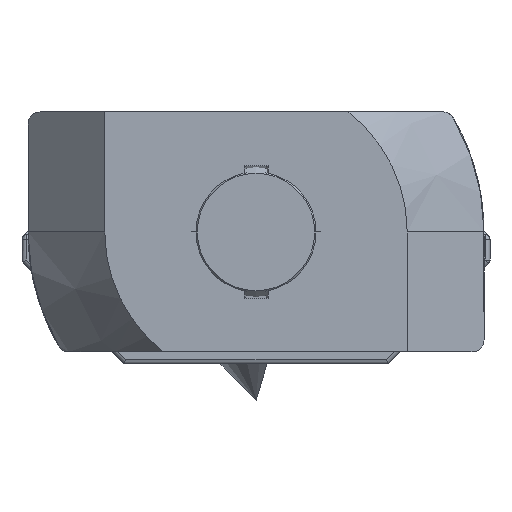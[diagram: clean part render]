
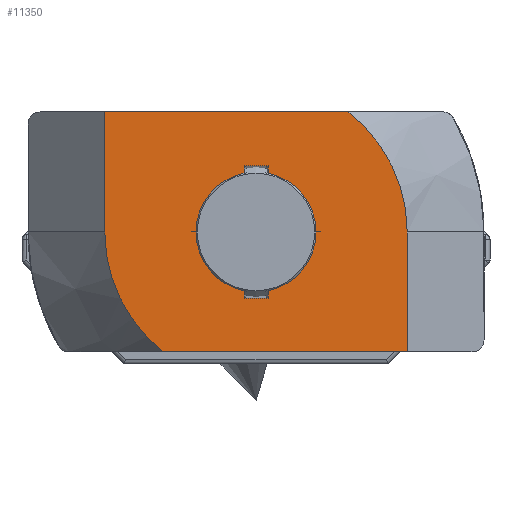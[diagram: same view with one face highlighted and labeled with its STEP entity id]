
A CAD part, front view. The second image highlights one B-rep face of the part: STEP entity #11350.
In plain terms, the highlighted planar face has unit normal (0, -1, 0).
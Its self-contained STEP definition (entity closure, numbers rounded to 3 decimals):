
#5 = ORIENTED_EDGE ( 'NONE', *, *, #2602, .F. ) ;
#85 = ORIENTED_EDGE ( 'NONE', *, *, #12356, .F. ) ;
#191 = DIRECTION ( 'NONE',  ( -1., 0., 0. ) ) ;
#493 = DIRECTION ( 'NONE',  ( -1., 0., 0. ) ) ;
#584 = ORIENTED_EDGE ( 'NONE', *, *, #13672, .F. ) ;
#699 = EDGE_CURVE ( 'NONE', #9590, #8572, #8900, .T. ) ;
#744 = AXIS2_PLACEMENT_3D ( 'NONE', #3908, #13038, #5231 ) ;
#761 = VERTEX_POINT ( 'NONE', #9546 ) ;
#765 = ORIENTED_EDGE ( 'NONE', *, *, #4914, .F. ) ;
#816 = EDGE_CURVE ( 'NONE', #12336, #14284, #14814, .T. ) ;
#864 = VECTOR ( 'NONE', #493, 1000. ) ;
#887 = DIRECTION ( 'NONE',  ( 1., 0., 0. ) ) ;
#1060 = CARTESIAN_POINT ( 'NONE',  ( -26.904, -26.682, 20.337 ) ) ;
#1346 = ORIENTED_EDGE ( 'NONE', *, *, #13988, .F. ) ;
#1369 = AXIS2_PLACEMENT_3D ( 'NONE', #15187, #7410, #16502 ) ;
#1485 = CARTESIAN_POINT ( 'NONE',  ( -23.104, -26.682, 20.337 ) ) ;
#1602 = EDGE_CURVE ( 'NONE', #11583, #11937, #12193, .T. ) ;
#1649 = CARTESIAN_POINT ( 'NONE',  ( -29.404, -26.682, 20.337 ) ) ;
#1733 = VECTOR ( 'NONE', #6583, 1000. ) ;
#1801 = CARTESIAN_POINT ( 'NONE',  ( -29.404, -26.682, 20.337 ) ) ;
#1841 = CARTESIAN_POINT ( 'NONE',  ( -25.571, -26.682, 25.337 ) ) ;
#1867 = CARTESIAN_POINT ( 'NONE',  ( -28.904, -26.682, 17.888 ) ) ;
#1897 = DIRECTION ( 'NONE',  ( 0., 0., 1. ) ) ;
#2149 = CARTESIAN_POINT ( 'NONE',  ( -23.104, -26.682, 15.337 ) ) ;
#2349 = VERTEX_POINT ( 'NONE', #3347 ) ;
#2429 = CIRCLE ( 'NONE', #744, 6.3 ) ;
#2471 = DIRECTION ( 'NONE',  ( 0., 0., -1. ) ) ;
#2602 = EDGE_CURVE ( 'NONE', #11937, #6321, #3686, .T. ) ;
#2759 = CIRCLE ( 'NONE', #12532, 2.5 ) ;
#2862 = CARTESIAN_POINT ( 'NONE',  ( -29.904, -26.682, 23.092 ) ) ;
#2980 = DIRECTION ( 'NONE',  ( -1., 0., 0. ) ) ;
#3120 = CARTESIAN_POINT ( 'NONE',  ( -29.404, -26.682, 15.337 ) ) ;
#3133 = DIRECTION ( 'NONE',  ( -1., 0., 0. ) ) ;
#3195 = VERTEX_POINT ( 'NONE', #13764 ) ;
#3307 = LINE ( 'NONE', #8764, #13150 ) ;
#3347 = CARTESIAN_POINT ( 'NONE',  ( -35.704, -26.682, 25.337 ) ) ;
#3383 = VERTEX_POINT ( 'NONE', #10217 ) ;
#3420 = LINE ( 'NONE', #16281, #6512 ) ;
#3461 = VERTEX_POINT ( 'NONE', #7754 ) ;
#3476 = CARTESIAN_POINT ( 'NONE',  ( -31.904, -26.682, 20.337 ) ) ;
#3686 = LINE ( 'NONE', #3997, #10229 ) ;
#3695 = EDGE_CURVE ( 'NONE', #8572, #3461, #3420, .T. ) ;
#3908 = CARTESIAN_POINT ( 'NONE',  ( -29.404, -26.682, 20.337 ) ) ;
#3997 = CARTESIAN_POINT ( 'NONE',  ( -29.404, -26.682, 23.092 ) ) ;
#4051 = EDGE_LOOP ( 'NONE', ( #7213, #11064, #85, #14247, #765, #12611 ) ) ;
#4397 = LINE ( 'NONE', #16808, #14405 ) ;
#4459 = CARTESIAN_POINT ( 'NONE',  ( -28.904, -26.682, 22.787 ) ) ;
#4482 = EDGE_CURVE ( 'NONE', #16131, #11583, #16181, .T. ) ;
#4638 = VERTEX_POINT ( 'NONE', #1485 ) ;
#4699 = DIRECTION ( 'NONE',  ( 0., -1., 0. ) ) ;
#4914 = EDGE_CURVE ( 'NONE', #14284, #761, #2429, .T. ) ;
#5231 = DIRECTION ( 'NONE',  ( -1., 0., 0. ) ) ;
#5475 = ORIENTED_EDGE ( 'NONE', *, *, #699, .F. ) ;
#5482 = LINE ( 'NONE', #10450, #15444 ) ;
#5745 = CARTESIAN_POINT ( 'NONE',  ( -28.904, -26.682, 20.337 ) ) ;
#6231 = EDGE_LOOP ( 'NONE', ( #14947, #14046, #5, #13015, #7032, #9601, #584, #1346, #15877, #5475 ) ) ;
#6321 = VERTEX_POINT ( 'NONE', #2862 ) ;
#6512 = VECTOR ( 'NONE', #14954, 1000. ) ;
#6583 = DIRECTION ( 'NONE',  ( 0., 0., 1. ) ) ;
#6964 = VERTEX_POINT ( 'NONE', #1841 ) ;
#7032 = ORIENTED_EDGE ( 'NONE', *, *, #4482, .F. ) ;
#7056 = DIRECTION ( 'NONE',  ( 0., 0., 1. ) ) ;
#7213 = ORIENTED_EDGE ( 'NONE', *, *, #11250, .F. ) ;
#7341 = LINE ( 'NONE', #5745, #13448 ) ;
#7372 = LINE ( 'NONE', #11066, #10817 ) ;
#7410 = DIRECTION ( 'NONE',  ( 0., -1., 0. ) ) ;
#7698 = EDGE_CURVE ( 'NONE', #6321, #3383, #10321, .T. ) ;
#7709 = DIRECTION ( 'NONE',  ( 0., 0., -1. ) ) ;
#7754 = CARTESIAN_POINT ( 'NONE',  ( -29.904, -26.682, 17.582 ) ) ;
#7786 = DIRECTION ( 'NONE',  ( 0., 1., 0. ) ) ;
#8078 = DIRECTION ( 'NONE',  ( 0., -1., 0. ) ) ;
#8387 = CARTESIAN_POINT ( 'NONE',  ( -29.904, -26.682, 17.888 ) ) ;
#8572 = VERTEX_POINT ( 'NONE', #8387 ) ;
#8751 = EDGE_CURVE ( 'NONE', #3383, #9590, #15772, .T. ) ;
#8764 = CARTESIAN_POINT ( 'NONE',  ( -29.404, -26.682, 25.337 ) ) ;
#8879 = FACE_OUTER_BOUND ( 'NONE', #4051, .T. ) ;
#8900 = CIRCLE ( 'NONE', #10472, 2.5 ) ;
#9179 = PLANE ( 'NONE',  #12352 ) ;
#9289 = EDGE_CURVE ( 'NONE', #6964, #4638, #10824, .T. ) ;
#9427 = VERTEX_POINT ( 'NONE', #1867 ) ;
#9546 = CARTESIAN_POINT ( 'NONE',  ( -35.704, -26.682, 20.337 ) ) ;
#9590 = VERTEX_POINT ( 'NONE', #3476 ) ;
#9601 = ORIENTED_EDGE ( 'NONE', *, *, #14220, .F. ) ;
#9804 = EDGE_CURVE ( 'NONE', #761, #2349, #7372, .T. ) ;
#10019 = CARTESIAN_POINT ( 'NONE',  ( -33.236, -26.682, 15.337 ) ) ;
#10217 = CARTESIAN_POINT ( 'NONE',  ( -29.904, -26.682, 22.787 ) ) ;
#10229 = VECTOR ( 'NONE', #11791, 1000. ) ;
#10321 = LINE ( 'NONE', #15495, #16872 ) ;
#10437 = CARTESIAN_POINT ( 'NONE',  ( -28.904, -26.682, 20.337 ) ) ;
#10450 = CARTESIAN_POINT ( 'NONE',  ( -29.404, -26.682, 17.582 ) ) ;
#10472 = AXIS2_PLACEMENT_3D ( 'NONE', #15879, #8078, #191 ) ;
#10814 = DIRECTION ( 'NONE',  ( 0., 1., 0. ) ) ;
#10817 = VECTOR ( 'NONE', #1897, 1000. ) ;
#10824 = CIRCLE ( 'NONE', #14887, 6.3 ) ;
#10966 = DIRECTION ( 'NONE',  ( 0., -1., 0. ) ) ;
#11064 = ORIENTED_EDGE ( 'NONE', *, *, #9289, .F. ) ;
#11066 = CARTESIAN_POINT ( 'NONE',  ( -35.704, -26.682, 20.337 ) ) ;
#11250 = EDGE_CURVE ( 'NONE', #4638, #12336, #4397, .T. ) ;
#11350 = ADVANCED_FACE ( 'NONE', ( #8879, #12335 ), #9179, .F. ) ;
#11583 = VERTEX_POINT ( 'NONE', #4459 ) ;
#11791 = DIRECTION ( 'NONE',  ( -1., 0., 0. ) ) ;
#11828 = DIRECTION ( 'NONE',  ( 1., 0., 0. ) ) ;
#11937 = VERTEX_POINT ( 'NONE', #16862 ) ;
#12193 = LINE ( 'NONE', #10437, #1733 ) ;
#12335 = FACE_BOUND ( 'NONE', #6231, .T. ) ;
#12336 = VERTEX_POINT ( 'NONE', #2149 ) ;
#12352 = AXIS2_PLACEMENT_3D ( 'NONE', #15562, #7786, #16882 ) ;
#12356 = EDGE_CURVE ( 'NONE', #2349, #6964, #3307, .T. ) ;
#12500 = CARTESIAN_POINT ( 'NONE',  ( -29.404, -26.682, 20.337 ) ) ;
#12532 = AXIS2_PLACEMENT_3D ( 'NONE', #1801, #10966, #3133 ) ;
#12611 = ORIENTED_EDGE ( 'NONE', *, *, #816, .F. ) ;
#12911 = AXIS2_PLACEMENT_3D ( 'NONE', #12500, #4699, #13810 ) ;
#13015 = ORIENTED_EDGE ( 'NONE', *, *, #1602, .F. ) ;
#13038 = DIRECTION ( 'NONE',  ( 0., 1., 0. ) ) ;
#13150 = VECTOR ( 'NONE', #887, 1000. ) ;
#13448 = VECTOR ( 'NONE', #7056, 1000. ) ;
#13672 = EDGE_CURVE ( 'NONE', #3195, #9427, #7341, .T. ) ;
#13764 = CARTESIAN_POINT ( 'NONE',  ( -28.904, -26.682, 17.582 ) ) ;
#13810 = DIRECTION ( 'NONE',  ( -1., 0., 0. ) ) ;
#13988 = EDGE_CURVE ( 'NONE', #3461, #3195, #5482, .T. ) ;
#14046 = ORIENTED_EDGE ( 'NONE', *, *, #7698, .F. ) ;
#14220 = EDGE_CURVE ( 'NONE', #9427, #16131, #2759, .T. ) ;
#14247 = ORIENTED_EDGE ( 'NONE', *, *, #9804, .F. ) ;
#14284 = VERTEX_POINT ( 'NONE', #10019 ) ;
#14405 = VECTOR ( 'NONE', #7709, 1000. ) ;
#14814 = LINE ( 'NONE', #3120, #864 ) ;
#14887 = AXIS2_PLACEMENT_3D ( 'NONE', #1649, #10814, #2980 ) ;
#14947 = ORIENTED_EDGE ( 'NONE', *, *, #8751, .F. ) ;
#14954 = DIRECTION ( 'NONE',  ( 0., 0., -1. ) ) ;
#15187 = CARTESIAN_POINT ( 'NONE',  ( -29.404, -26.682, 20.337 ) ) ;
#15444 = VECTOR ( 'NONE', #11828, 1000. ) ;
#15495 = CARTESIAN_POINT ( 'NONE',  ( -29.904, -26.682, 20.337 ) ) ;
#15562 = CARTESIAN_POINT ( 'NONE',  ( -29.404, -26.682, 20.337 ) ) ;
#15772 = CIRCLE ( 'NONE', #1369, 2.5 ) ;
#15877 = ORIENTED_EDGE ( 'NONE', *, *, #3695, .F. ) ;
#15879 = CARTESIAN_POINT ( 'NONE',  ( -29.404, -26.682, 20.337 ) ) ;
#16131 = VERTEX_POINT ( 'NONE', #1060 ) ;
#16181 = CIRCLE ( 'NONE', #12911, 2.5 ) ;
#16281 = CARTESIAN_POINT ( 'NONE',  ( -29.904, -26.682, 20.337 ) ) ;
#16502 = DIRECTION ( 'NONE',  ( -1., 0., 0. ) ) ;
#16808 = CARTESIAN_POINT ( 'NONE',  ( -23.104, -26.682, 20.337 ) ) ;
#16862 = CARTESIAN_POINT ( 'NONE',  ( -28.904, -26.682, 23.092 ) ) ;
#16872 = VECTOR ( 'NONE', #2471, 1000. ) ;
#16882 = DIRECTION ( 'NONE',  ( 0., 0., 1. ) ) ;
